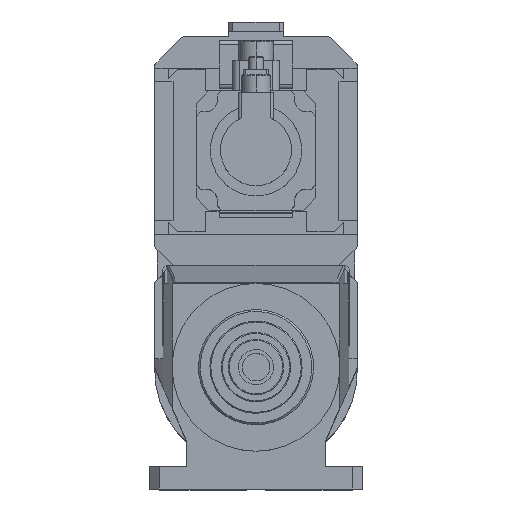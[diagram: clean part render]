
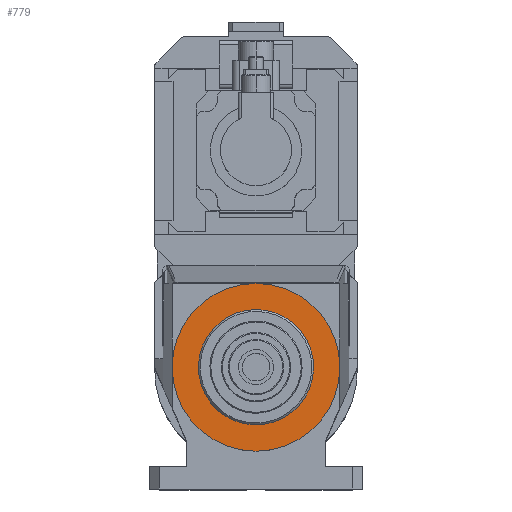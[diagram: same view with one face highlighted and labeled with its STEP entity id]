
A CAD part, top view. The second image highlights one B-rep face of the part: STEP entity #779.
In plain terms, the highlighted planar face has unit normal (0, 0, 1).
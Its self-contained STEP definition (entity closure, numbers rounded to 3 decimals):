
#779 = ADVANCED_FACE ( 'NONE', ( #4043 ), #4041, .T. ) ;
#780 = EDGE_LOOP ( 'NONE', ( #781, #782 ) ) ;
#781 = ORIENTED_EDGE ( 'NONE', *, *, #1738, .F. ) ;
#782 = ORIENTED_EDGE ( 'NONE', *, *, #783, .F. ) ;
#783 = EDGE_CURVE ( 'NONE', #1740, #1739, #6248, .T. ) ;
#1738 = EDGE_CURVE ( 'NONE', #1739, #1740, #7716, .T. ) ;
#1739 = VERTEX_POINT ( 'NONE', #7707 ) ;
#1740 = VERTEX_POINT ( 'NONE', #7706 ) ;
#3529 = DIRECTION ( 'NONE',  ( 1., 0., 0. ) ) ;
#4038 = DIRECTION ( 'NONE',  ( 0., 0., 1. ) ) ;
#4039 = CARTESIAN_POINT ( 'NONE',  ( 0., 0., 867. ) ) ;
#4040 = AXIS2_PLACEMENT_3D ( 'NONE', #4039, #4038, #3529 ) ;
#4041 = PLANE ( 'NONE',  #4040 ) ;
#4043 = FACE_OUTER_BOUND ( 'NONE', #780, .T. ) ;
#6244 = DIRECTION ( 'NONE',  ( -1., 0., 0. ) ) ;
#6245 = DIRECTION ( 'NONE',  ( 0., 0., -1. ) ) ;
#6246 = CARTESIAN_POINT ( 'NONE',  ( 0., 0., 867. ) ) ;
#6247 = AXIS2_PLACEMENT_3D ( 'NONE', #6246, #6245, #6244 ) ;
#6248 = CIRCLE ( 'NONE', #6247, 91. ) ;
#7706 = CARTESIAN_POINT ( 'NONE',  ( 91., 0., 867. ) ) ;
#7707 = CARTESIAN_POINT ( 'NONE',  ( -91., 0., 867. ) ) ;
#7708 = DIRECTION ( 'NONE',  ( -1., 0., 0. ) ) ;
#7709 = DIRECTION ( 'NONE',  ( 0., 0., -1. ) ) ;
#7710 = CARTESIAN_POINT ( 'NONE',  ( 0., 0., 867. ) ) ;
#7711 = AXIS2_PLACEMENT_3D ( 'NONE', #7710, #7709, #7708 ) ;
#7716 = CIRCLE ( 'NONE', #7711, 91. ) ;
